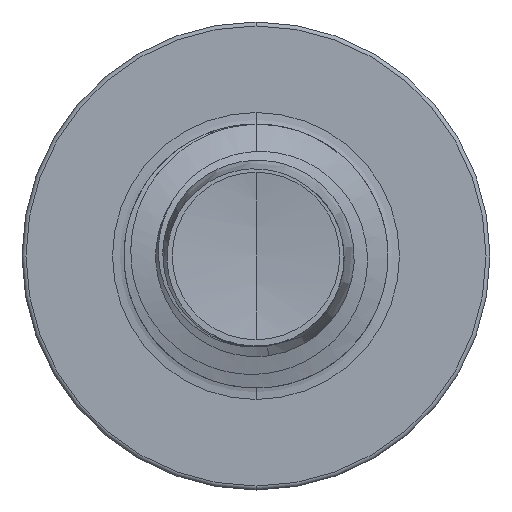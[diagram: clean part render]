
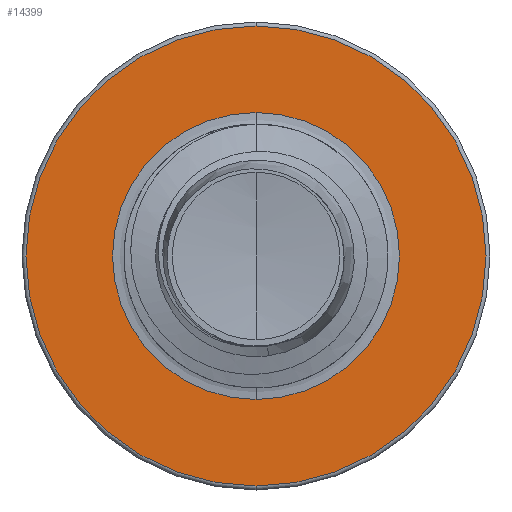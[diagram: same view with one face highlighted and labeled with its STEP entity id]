
A CAD part, front view. The second image highlights one B-rep face of the part: STEP entity #14399.
In plain terms, the highlighted planar face has unit normal (0, -1, 0).
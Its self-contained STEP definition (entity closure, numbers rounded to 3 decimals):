
#527 = EDGE_CURVE ( 'NONE', #3936, #7830, #5700, .T. ) ;
#554 = EDGE_CURVE ( 'NONE', #13762, #13856, #12257, .T. ) ;
#745 = DIRECTION ( 'NONE',  ( 0., 0., 1. ) ) ;
#764 = DIRECTION ( 'NONE',  ( 0., 1., 0. ) ) ;
#769 = CARTESIAN_POINT ( 'NONE',  ( 0., 4., 0. ) ) ;
#814 = DIRECTION ( 'NONE',  ( 0., 0., 1. ) ) ;
#833 = DIRECTION ( 'NONE',  ( 0., 1., 0. ) ) ;
#843 = CARTESIAN_POINT ( 'NONE',  ( 0., 4., 0. ) ) ;
#1180 = DIRECTION ( 'NONE',  ( 0., 0., 1. ) ) ;
#1595 = DIRECTION ( 'NONE',  ( 0., 0., 1. ) ) ;
#2498 = FACE_BOUND ( 'NONE', #16349, .T. ) ;
#2700 = DIRECTION ( 'NONE',  ( 0., 0., 1. ) ) ;
#2984 = FACE_OUTER_BOUND ( 'NONE', #15114, .T. ) ;
#3188 = CARTESIAN_POINT ( 'NONE',  ( 0., 4., 1.917 ) ) ;
#3727 = AXIS2_PLACEMENT_3D ( 'NONE', #15275, #10865, #2700 ) ;
#3936 = VERTEX_POINT ( 'NONE', #10008 ) ;
#4682 = AXIS2_PLACEMENT_3D ( 'NONE', #843, #833, #814 ) ;
#5080 = AXIS2_PLACEMENT_3D ( 'NONE', #16252, #9692, #1180 ) ;
#5566 = AXIS2_PLACEMENT_3D ( 'NONE', #769, #764, #745 ) ;
#5700 = CIRCLE ( 'NONE', #4682, 1.196 ) ;
#7830 = VERTEX_POINT ( 'NONE', #14794 ) ;
#7935 = AXIS2_PLACEMENT_3D ( 'NONE', #16486, #10044, #1595 ) ;
#8639 = ORIENTED_EDGE ( 'NONE', *, *, #12347, .F. ) ;
#9588 = PLANE ( 'NONE',  #3727 ) ;
#9692 = DIRECTION ( 'NONE',  ( 0., 1., 0. ) ) ;
#9841 = CARTESIAN_POINT ( 'NONE',  ( 0., 4., -1.917 ) ) ;
#10008 = CARTESIAN_POINT ( 'NONE',  ( 0., 4., 1.196 ) ) ;
#10044 = DIRECTION ( 'NONE',  ( 0., 1., 0. ) ) ;
#10057 = EDGE_CURVE ( 'NONE', #7830, #3936, #14935, .T. ) ;
#10865 = DIRECTION ( 'NONE',  ( 0., 1., 0. ) ) ;
#12257 = CIRCLE ( 'NONE', #5566, 1.917 ) ;
#12347 = EDGE_CURVE ( 'NONE', #13856, #13762, #12355, .T. ) ;
#12355 = CIRCLE ( 'NONE', #5080, 1.917 ) ;
#12658 = ORIENTED_EDGE ( 'NONE', *, *, #554, .F. ) ;
#13762 = VERTEX_POINT ( 'NONE', #9841 ) ;
#13856 = VERTEX_POINT ( 'NONE', #3188 ) ;
#14399 = ADVANCED_FACE ( 'NONE', ( #2984, #2498 ), #9588, .F. ) ;
#14794 = CARTESIAN_POINT ( 'NONE',  ( 0., 4., -1.196 ) ) ;
#14874 = ORIENTED_EDGE ( 'NONE', *, *, #527, .T. ) ;
#14935 = CIRCLE ( 'NONE', #7935, 1.196 ) ;
#15114 = EDGE_LOOP ( 'NONE', ( #8639, #12658 ) ) ;
#15275 = CARTESIAN_POINT ( 'NONE',  ( 0., 4., -1.196 ) ) ;
#15813 = ORIENTED_EDGE ( 'NONE', *, *, #10057, .T. ) ;
#16252 = CARTESIAN_POINT ( 'NONE',  ( 0., 4., 0. ) ) ;
#16349 = EDGE_LOOP ( 'NONE', ( #14874, #15813 ) ) ;
#16486 = CARTESIAN_POINT ( 'NONE',  ( 0., 4., 0. ) ) ;
